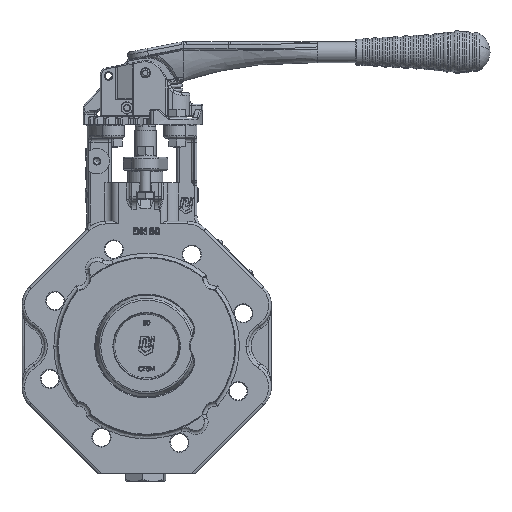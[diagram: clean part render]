
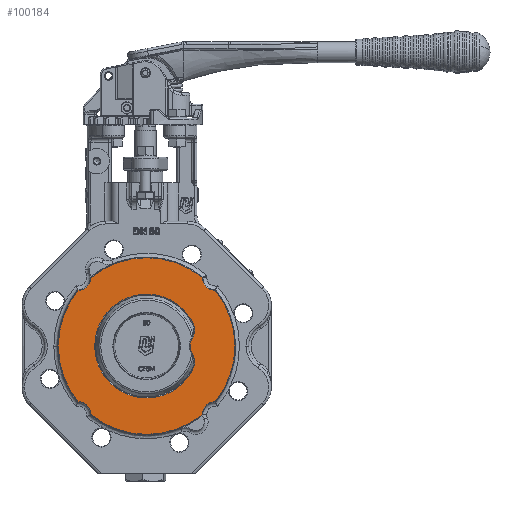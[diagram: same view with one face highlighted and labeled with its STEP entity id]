
A CAD part, front view. The second image highlights one B-rep face of the part: STEP entity #100184.
In plain terms, the highlighted planar face has unit normal (0, -1, 0).
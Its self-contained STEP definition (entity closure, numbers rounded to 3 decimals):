
#100014=CARTESIAN_POINT('',(6.782,-25.,-0.));
#100015=DIRECTION('',(0.,1.,0.));
#100016=DIRECTION('',(-1.,0.,0.));
#100017=AXIS2_PLACEMENT_3D('',#100014,#100015,#100016);
#100018=PLANE('',#100017);
#100019=CARTESIAN_POINT('',(35.819,-25.,-5.932));
#100020=VERTEX_POINT('',#100019);
#100021=CARTESIAN_POINT('',(36.343,-25.,-18.201));
#100022=VERTEX_POINT('',#100021);
#100023=CARTESIAN_POINT('',(35.819,-25.,-5.932));
#100024=CARTESIAN_POINT('',(36.662,-25.,-7.283));
#100025=CARTESIAN_POINT('',(37.134,-25.,-8.848));
#100026=CARTESIAN_POINT('',(37.596,-25.,-10.38));
#100027=CARTESIAN_POINT('',(37.665,-25.,-11.999));
#100028=CARTESIAN_POINT('',(37.734,-25.,-13.616));
#100029=CARTESIAN_POINT('',(37.404,-25.,-15.184));
#100030=CARTESIAN_POINT('',(37.068,-25.,-16.782));
#100031=CARTESIAN_POINT('',(36.343,-25.,-18.201));
#100032=B_SPLINE_CURVE_WITH_KNOTS('',2,(#100023,#100024,#100025,#100026,#100027,#100028,#100029,#100030,#100031),.UNSPECIFIED.,.F.,.F.,(3,2,2,2,3),(0.,0.25,0.5,0.75,1.),.UNSPECIFIED.);
#100033=EDGE_CURVE('',#100020,#100022,#100032,.T.);
#100034=ORIENTED_EDGE('',*,*,#100033,.T.);
#100035=CARTESIAN_POINT('',(36.343,-25.,18.201));
#100036=VERTEX_POINT('',#100035);
#100037=CARTESIAN_POINT('',(36.343,-25.,-18.201));
#100038=CARTESIAN_POINT('',(33.251,-25.,-24.356));
#100039=CARTESIAN_POINT('',(28.351,-25.,-29.125));
#100040=CARTESIAN_POINT('',(23.43,-25.,-33.914));
#100041=CARTESIAN_POINT('',(17.215,-25.,-36.82));
#100042=CARTESIAN_POINT('',(10.997,-25.,-39.727));
#100043=CARTESIAN_POINT('',(4.17,-25.,-40.431));
#100044=CARTESIAN_POINT('',(-2.658,-25.,-41.135));
#100045=CARTESIAN_POINT('',(-9.337,-25.,-39.559));
#100046=CARTESIAN_POINT('',(-16.017,-25.,-37.982));
#100047=CARTESIAN_POINT('',(-21.81,-25.,-34.299));
#100048=CARTESIAN_POINT('',(-27.603,-25.,-30.615));
#100049=CARTESIAN_POINT('',(-31.864,-25.,-25.235));
#100050=CARTESIAN_POINT('',(-36.125,-25.,-19.854));
#100051=CARTESIAN_POINT('',(-38.383,-25.,-13.372));
#100052=CARTESIAN_POINT('',(-40.641,-25.,-6.892));
#100053=CARTESIAN_POINT('',(-40.646,-25.,-0.025));
#100054=CARTESIAN_POINT('',(-40.651,-25.,6.837));
#100055=CARTESIAN_POINT('',(-38.4,-25.,13.324));
#100056=CARTESIAN_POINT('',(-36.15,-25.,19.808));
#100057=CARTESIAN_POINT('',(-31.895,-25.,25.195));
#100058=CARTESIAN_POINT('',(-27.641,-25.,30.581));
#100059=CARTESIAN_POINT('',(-21.851,-25.,34.272));
#100060=CARTESIAN_POINT('',(-16.066,-25.,37.961));
#100061=CARTESIAN_POINT('',(-9.384,-25.,39.548));
#100062=CARTESIAN_POINT('',(-2.708,-25.,41.133));
#100063=CARTESIAN_POINT('',(4.125,-25.,40.436));
#100064=CARTESIAN_POINT('',(10.952,-25.,39.74));
#100065=CARTESIAN_POINT('',(17.176,-25.,36.839));
#100066=CARTESIAN_POINT('',(23.392,-25.,33.941));
#100067=CARTESIAN_POINT('',(28.322,-25.,29.154));
#100068=CARTESIAN_POINT('',(33.254,-25.,24.365));
#100069=CARTESIAN_POINT('',(36.343,-25.,18.201));
#100070=B_SPLINE_CURVE_WITH_KNOTS('',2,(#100037,#100038,#100039,#100040,#100041,#100042,#100043,#100044,#100045,#100046,#100047,#100048,#100049,#100050,#100051,#100052,#100053,#100054,#100055,#100056,#100057,#100058,#100059,#100060,#100061,#100062,
#100063,#100064,#100065,#100066,#100067,#100068,#100069),.UNSPECIFIED.,.F.,.F.,(3,2,2,2,2,2,2,2,2,2,2,2,2,2,2,2,3),(0.,0.063,0.125,0.188,0.25,0.313,0.375,0.438,0.5,0.563,0.625,0.688,0.75,0.813,0.875,0.938,1.),.UNSPECIFIED.);
#100071=EDGE_CURVE('',#100022,#100036,#100070,.T.);
#100072=ORIENTED_EDGE('',*,*,#100071,.T.);
#100073=CARTESIAN_POINT('',(35.819,-25.,5.932));
#100074=VERTEX_POINT('',#100073);
#100075=CARTESIAN_POINT('',(36.343,-25.,18.201));
#100076=CARTESIAN_POINT('',(37.068,-25.,16.783));
#100077=CARTESIAN_POINT('',(37.404,-25.,15.184));
#100078=CARTESIAN_POINT('',(37.734,-25.,13.617));
#100079=CARTESIAN_POINT('',(37.665,-25.,11.999));
#100080=CARTESIAN_POINT('',(37.596,-25.,10.382));
#100081=CARTESIAN_POINT('',(37.134,-25.,8.847));
#100082=CARTESIAN_POINT('',(36.662,-25.,7.284));
#100083=CARTESIAN_POINT('',(35.819,-25.,5.932));
#100084=B_SPLINE_CURVE_WITH_KNOTS('',2,(#100075,#100076,#100077,#100078,#100079,#100080,#100081,#100082,#100083),.UNSPECIFIED.,.F.,.F.,(3,2,2,2,3),(0.,0.25,0.5,0.75,1.),.UNSPECIFIED.);
#100085=EDGE_CURVE('',#100036,#100074,#100084,.T.);
#100086=ORIENTED_EDGE('',*,*,#100085,.T.);
#100087=CARTESIAN_POINT('',(35.819,-25.,5.932));
#100088=CARTESIAN_POINT('',(34.996,-25.,4.616));
#100089=CARTESIAN_POINT('',(34.57,-25.,3.083));
#100090=CARTESIAN_POINT('',(34.152,-25.,1.582));
#100091=CARTESIAN_POINT('',(34.151,-25.,0.005));
#100092=CARTESIAN_POINT('',(34.15,-25.,-1.572));
#100093=CARTESIAN_POINT('',(34.566,-25.,-3.075));
#100094=CARTESIAN_POINT('',(34.992,-25.,-4.612));
#100095=CARTESIAN_POINT('',(35.819,-25.,-5.932));
#100096=B_SPLINE_CURVE_WITH_KNOTS('',2,(#100087,#100088,#100089,#100090,#100091,#100092,#100093,#100094,#100095),.UNSPECIFIED.,.F.,.F.,(3,2,2,2,3),(0.,0.25,0.5,0.75,1.),.UNSPECIFIED.);
#100097=EDGE_CURVE('',#100074,#100020,#100096,.T.);
#100098=ORIENTED_EDGE('',*,*,#100097,.T.);
#100099=EDGE_LOOP('',(#100034,#100072,#100086,#100098));
#100100=FACE_BOUND('',#100099,.T.);
#100101=CARTESIAN_POINT('',(-53.83,-25.,-43.61));
#100102=VERTEX_POINT('',#100101);
#100103=CARTESIAN_POINT('',(-43.61,-25.,-53.83));
#100104=VERTEX_POINT('',#100103);
#100105=CARTESIAN_POINT('',(-53.882,-25.,-53.882));
#100106=DIRECTION('',(0.,1.,0.));
#100107=DIRECTION('',(0.,-0.,1.));
#100108=AXIS2_PLACEMENT_3D('',#100105,#100106,#100107);
#100109=CIRCLE('',#100108,10.272);
#100110=EDGE_CURVE('',#100102,#100104,#100109,.T.);
#100111=ORIENTED_EDGE('',*,*,#100110,.T.);
#100112=CARTESIAN_POINT('',(43.61,-25.,-53.83));
#100113=VERTEX_POINT('',#100112);
#100114=CARTESIAN_POINT('',(0.,-25.,-0.));
#100115=DIRECTION('',(-0.,-1.,-0.));
#100116=DIRECTION('',(0.,-0.,1.));
#100117=AXIS2_PLACEMENT_3D('',#100114,#100115,#100116);
#100118=CIRCLE('',#100117,69.278);
#100119=EDGE_CURVE('',#100104,#100113,#100118,.T.);
#100120=ORIENTED_EDGE('',*,*,#100119,.T.);
#100121=CARTESIAN_POINT('',(53.83,-25.,-43.61));
#100122=VERTEX_POINT('',#100121);
#100123=CARTESIAN_POINT('',(53.882,-25.,-53.882));
#100124=DIRECTION('',(0.,1.,0.));
#100125=DIRECTION('',(0.,-0.,1.));
#100126=AXIS2_PLACEMENT_3D('',#100123,#100124,#100125);
#100127=CIRCLE('',#100126,10.272);
#100128=EDGE_CURVE('',#100113,#100122,#100127,.T.);
#100129=ORIENTED_EDGE('',*,*,#100128,.T.);
#100130=CARTESIAN_POINT('',(53.83,-25.,43.61));
#100131=VERTEX_POINT('',#100130);
#100132=CARTESIAN_POINT('',(0.,-25.,-0.));
#100133=DIRECTION('',(-0.,-1.,-0.));
#100134=DIRECTION('',(0.,-0.,1.));
#100135=AXIS2_PLACEMENT_3D('',#100132,#100133,#100134);
#100136=CIRCLE('',#100135,69.278);
#100137=EDGE_CURVE('',#100122,#100131,#100136,.T.);
#100138=ORIENTED_EDGE('',*,*,#100137,.T.);
#100139=CARTESIAN_POINT('',(43.61,-25.,53.83));
#100140=VERTEX_POINT('',#100139);
#100141=CARTESIAN_POINT('',(53.882,-25.,53.882));
#100142=DIRECTION('',(0.,1.,0.));
#100143=DIRECTION('',(0.,-0.,1.));
#100144=AXIS2_PLACEMENT_3D('',#100141,#100142,#100143);
#100145=CIRCLE('',#100144,10.272);
#100146=EDGE_CURVE('',#100131,#100140,#100145,.T.);
#100147=ORIENTED_EDGE('',*,*,#100146,.T.);
#100148=CARTESIAN_POINT('',(-0.,-25.,69.278));
#100149=VERTEX_POINT('',#100148);
#100150=CARTESIAN_POINT('',(0.,-25.,-0.));
#100151=DIRECTION('',(-0.,-1.,-0.));
#100152=DIRECTION('',(0.,-0.,1.));
#100153=AXIS2_PLACEMENT_3D('',#100150,#100151,#100152);
#100154=CIRCLE('',#100153,69.278);
#100155=EDGE_CURVE('',#100140,#100149,#100154,.T.);
#100156=ORIENTED_EDGE('',*,*,#100155,.T.);
#100157=CARTESIAN_POINT('',(-43.61,-25.,53.83));
#100158=VERTEX_POINT('',#100157);
#100159=CARTESIAN_POINT('',(0.,-25.,-0.));
#100160=DIRECTION('',(-0.,-1.,-0.));
#100161=DIRECTION('',(0.,-0.,1.));
#100162=AXIS2_PLACEMENT_3D('',#100159,#100160,#100161);
#100163=CIRCLE('',#100162,69.278);
#100164=EDGE_CURVE('',#100149,#100158,#100163,.T.);
#100165=ORIENTED_EDGE('',*,*,#100164,.T.);
#100166=CARTESIAN_POINT('',(-53.83,-25.,43.61));
#100167=VERTEX_POINT('',#100166);
#100168=CARTESIAN_POINT('',(-53.882,-25.,53.882));
#100169=DIRECTION('',(0.,1.,0.));
#100170=DIRECTION('',(0.,-0.,1.));
#100171=AXIS2_PLACEMENT_3D('',#100168,#100169,#100170);
#100172=CIRCLE('',#100171,10.272);
#100173=EDGE_CURVE('',#100158,#100167,#100172,.T.);
#100174=ORIENTED_EDGE('',*,*,#100173,.T.);
#100175=CARTESIAN_POINT('',(0.,-25.,-0.));
#100176=DIRECTION('',(-0.,-1.,-0.));
#100177=DIRECTION('',(0.,-0.,1.));
#100178=AXIS2_PLACEMENT_3D('',#100175,#100176,#100177);
#100179=CIRCLE('',#100178,69.278);
#100180=EDGE_CURVE('',#100167,#100102,#100179,.T.);
#100181=ORIENTED_EDGE('',*,*,#100180,.T.);
#100182=EDGE_LOOP('',(#100111,#100120,#100129,#100138,#100147,#100156,#100165,#100174,#100181));
#100183=FACE_BOUND('',#100182,.T.);
#100184=ADVANCED_FACE('NONE',(#100100,#100183),#100018,.F.);
